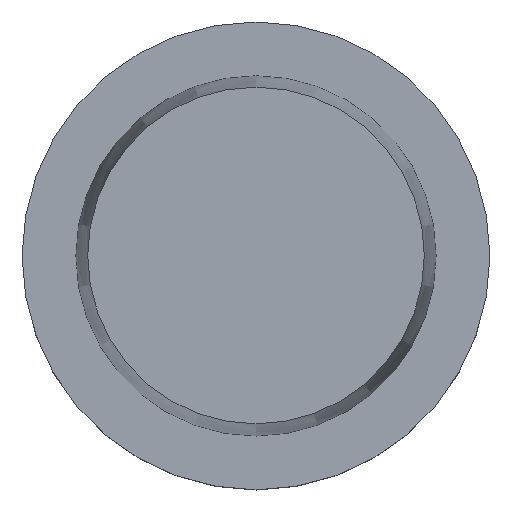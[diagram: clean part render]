
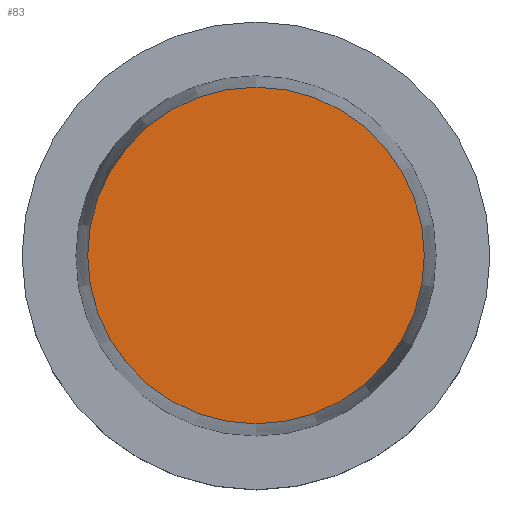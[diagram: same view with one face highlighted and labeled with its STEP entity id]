
A CAD part, top view. The second image highlights one B-rep face of the part: STEP entity #83.
In plain terms, the highlighted planar face has unit normal (0, 0, 1).
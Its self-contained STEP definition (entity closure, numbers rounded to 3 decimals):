
#83=ADVANCED_FACE('Unnamed[1]',(#202),#203,.T.);
#149=EDGE_CURVE('Unnamed[1]',#306,#306,#307,.T.);
#202=FACE_OUTER_BOUND('',#358,.T.);
#203=PLANE('',#359);
#306=VERTEX_POINT('',#489);
#307=CIRCLE('',#490,44.978);
#358=EDGE_LOOP('',(#530));
#359=AXIS2_PLACEMENT_3D('',#531,#532,#533);
#489=CARTESIAN_POINT('',(0.,44.978,63.));
#490=AXIS2_PLACEMENT_3D('',#647,#648,#649);
#530=ORIENTED_EDGE('',*,*,#149,.F.);
#531=CARTESIAN_POINT('',(0.,22.489,63.));
#532=DIRECTION('',(0.,0.,1.0));
#533=DIRECTION('',(0.,-1.0,0.));
#647=CARTESIAN_POINT('',(0.,0.,63.));
#648=DIRECTION('',(0.,0.,-1.0));
#649=DIRECTION('',(0.,1.0,0.));
